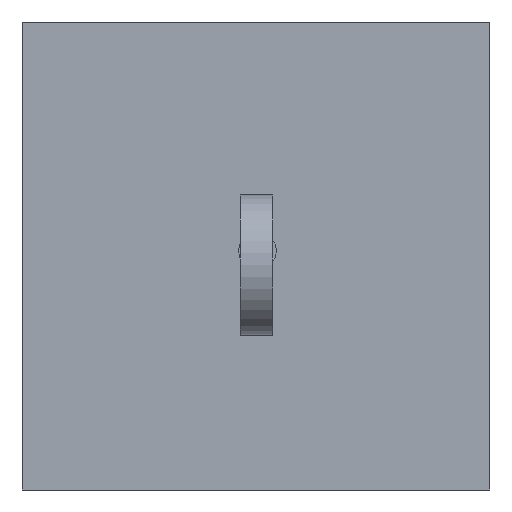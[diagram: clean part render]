
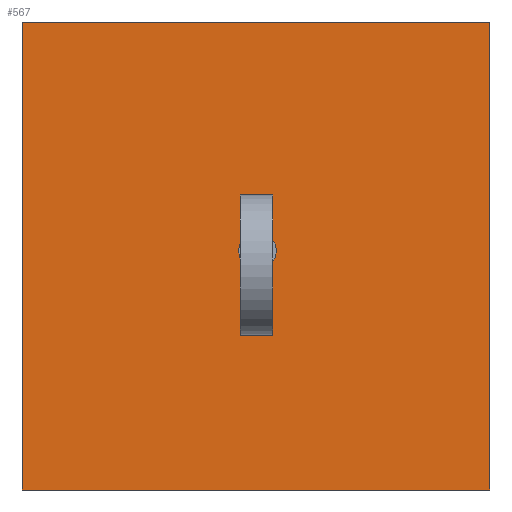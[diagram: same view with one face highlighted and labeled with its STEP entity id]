
A CAD part, front view. The second image highlights one B-rep face of the part: STEP entity #567.
In plain terms, the highlighted planar face has unit normal (0, -1, 0).
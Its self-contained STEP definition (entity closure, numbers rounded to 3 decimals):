
#63 = DIRECTION ( 'NONE',  ( 0., 0., -1. ) ) ;
#178 = ORIENTED_EDGE ( 'NONE', *, *, #660, .F. ) ;
#258 = VERTEX_POINT ( 'NONE', #1863 ) ;
#292 = EDGE_CURVE ( 'NONE', #258, #1668, #405, .T. ) ;
#319 = DIRECTION ( 'NONE',  ( 1., 0., 0. ) ) ;
#383 = VERTEX_POINT ( 'NONE', #600 ) ;
#405 = LINE ( 'NONE', #1591, #936 ) ;
#440 = FACE_OUTER_BOUND ( 'NONE', #1275, .T. ) ;
#444 = ORIENTED_EDGE ( 'NONE', *, *, #1278, .F. ) ;
#527 = ORIENTED_EDGE ( 'NONE', *, *, #292, .F. ) ;
#567 = ADVANCED_FACE ( 'NONE', ( #440 ), #1038, .F. ) ;
#600 = CARTESIAN_POINT ( 'NONE',  ( 28.78, 0., -36.829 ) ) ;
#660 = EDGE_CURVE ( 'NONE', #383, #258, #1083, .T. ) ;
#725 = CARTESIAN_POINT ( 'NONE',  ( 28.78, 0., 63.171 ) ) ;
#751 = DIRECTION ( 'NONE',  ( 0., 1., 0. ) ) ;
#772 = CARTESIAN_POINT ( 'NONE',  ( 0., 0., 0. ) ) ;
#779 = CARTESIAN_POINT ( 'NONE',  ( -71.22, 0., 63.171 ) ) ;
#897 = VECTOR ( 'NONE', #63, 1000. ) ;
#917 = LINE ( 'NONE', #1399, #897 ) ;
#936 = VECTOR ( 'NONE', #1716, 1000. ) ;
#967 = AXIS2_PLACEMENT_3D ( 'NONE', #772, #751, #1783 ) ;
#979 = VERTEX_POINT ( 'NONE', #725 ) ;
#1038 = PLANE ( 'NONE',  #967 ) ;
#1083 = LINE ( 'NONE', #1665, #1557 ) ;
#1275 = EDGE_LOOP ( 'NONE', ( #527, #178, #1811, #444 ) ) ;
#1278 = EDGE_CURVE ( 'NONE', #1668, #979, #1653, .T. ) ;
#1283 = EDGE_CURVE ( 'NONE', #979, #383, #917, .T. ) ;
#1399 = CARTESIAN_POINT ( 'NONE',  ( 28.78, 0., -36.829 ) ) ;
#1475 = DIRECTION ( 'NONE',  ( -1., 0., 0. ) ) ;
#1557 = VECTOR ( 'NONE', #1475, 1000. ) ;
#1591 = CARTESIAN_POINT ( 'NONE',  ( -71.22, 0., -36.829 ) ) ;
#1653 = LINE ( 'NONE', #779, #1860 ) ;
#1665 = CARTESIAN_POINT ( 'NONE',  ( -71.22, 0., -36.829 ) ) ;
#1668 = VERTEX_POINT ( 'NONE', #1753 ) ;
#1716 = DIRECTION ( 'NONE',  ( 0., 0., 1. ) ) ;
#1753 = CARTESIAN_POINT ( 'NONE',  ( -71.22, 0., 63.171 ) ) ;
#1783 = DIRECTION ( 'NONE',  ( 0., 0., 1. ) ) ;
#1811 = ORIENTED_EDGE ( 'NONE', *, *, #1283, .F. ) ;
#1860 = VECTOR ( 'NONE', #319, 1000. ) ;
#1863 = CARTESIAN_POINT ( 'NONE',  ( -71.22, 0., -36.829 ) ) ;
